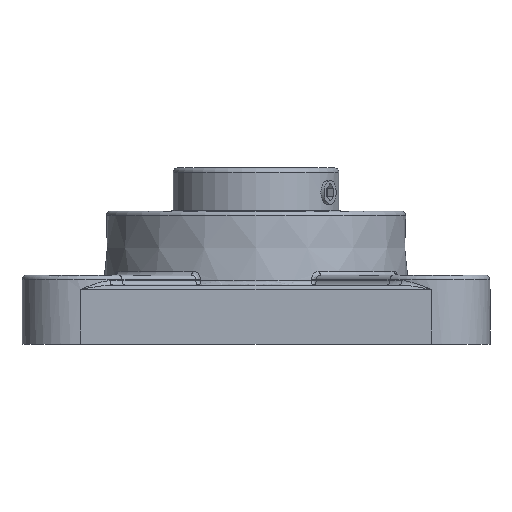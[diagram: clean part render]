
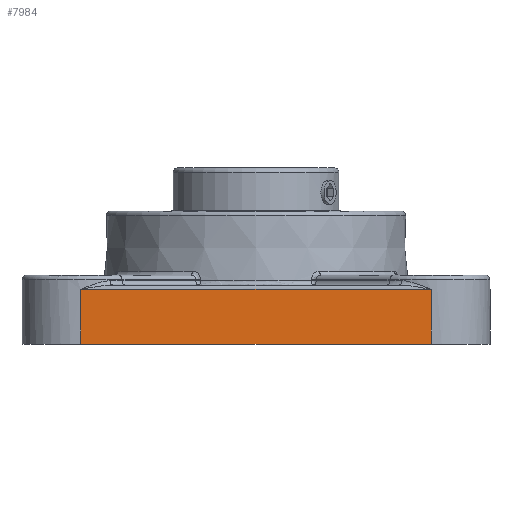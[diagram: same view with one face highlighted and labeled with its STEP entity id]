
A CAD part, front view. The second image highlights one B-rep face of the part: STEP entity #7984.
In plain terms, the highlighted planar face has unit normal (0, -1, 0).
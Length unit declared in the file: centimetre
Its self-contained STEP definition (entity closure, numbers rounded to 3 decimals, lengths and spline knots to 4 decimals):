
#691=CARTESIAN_POINT('',(-3.5613,-4.75,1.1111));
#692=VERTEX_POINT('',#691);
#917=CARTESIAN_POINT('',(3.5613,-4.75,1.1111));
#918=VERTEX_POINT('',#917);
#919=CARTESIAN_POINT('',(-3.8369,-4.75,1.1111));
#920=DIRECTION('',(1.,0.,-0.));
#921=VECTOR('',#920,7.6737);
#922=LINE('',#919,#921);
#923=EDGE_CURVE('',#692,#918,#922,.T.);
#1308=CARTESIAN_POINT('',(3.5613,-4.75,0.));
#1309=VERTEX_POINT('',#1308);
#1310=CARTESIAN_POINT('',(3.5613,-4.75,-12345.));
#1311=DIRECTION('',(0.,0.,1.));
#1312=VECTOR('',#1311,24690.);
#1313=LINE('',#1310,#1312);
#1314=EDGE_CURVE('',#1309,#918,#1313,.T.);
#7576=CARTESIAN_POINT('',(-3.5613,-4.75,0.));
#7577=VERTEX_POINT('',#7576);
#7585=CARTESIAN_POINT('',(-3.5613,-4.75,-12345.));
#7586=DIRECTION('',(0.,0.,1.));
#7587=VECTOR('',#7586,24690.);
#7588=LINE('',#7585,#7587);
#7589=EDGE_CURVE('',#7577,#692,#7588,.T.);
#7968=CARTESIAN_POINT('',(0.,-4.75,0.));
#7969=DIRECTION('',(0.,-1.,0.));
#7970=DIRECTION('',(1.,0.,0.));
#7971=AXIS2_PLACEMENT_3D('',#7968,#7969,#7970);
#7972=PLANE('',#7971);
#7973=ORIENTED_EDGE('',*,*,#923,.F.);
#7974=ORIENTED_EDGE('',*,*,#7589,.F.);
#7975=CARTESIAN_POINT('',(12348.5613,-4.75,0.));
#7976=DIRECTION('',(-1.,0.,0.));
#7977=VECTOR('',#7976,24690.);
#7978=LINE('',#7975,#7977);
#7979=EDGE_CURVE('',#1309,#7577,#7978,.T.);
#7980=ORIENTED_EDGE('',*,*,#7979,.F.);
#7981=ORIENTED_EDGE('',*,*,#1314,.T.);
#7982=EDGE_LOOP('',(#7973,#7974,#7980,#7981));
#7983=FACE_BOUND('',#7982,.T.);
#7984=ADVANCED_FACE('',(#7983),#7972,.T.);
